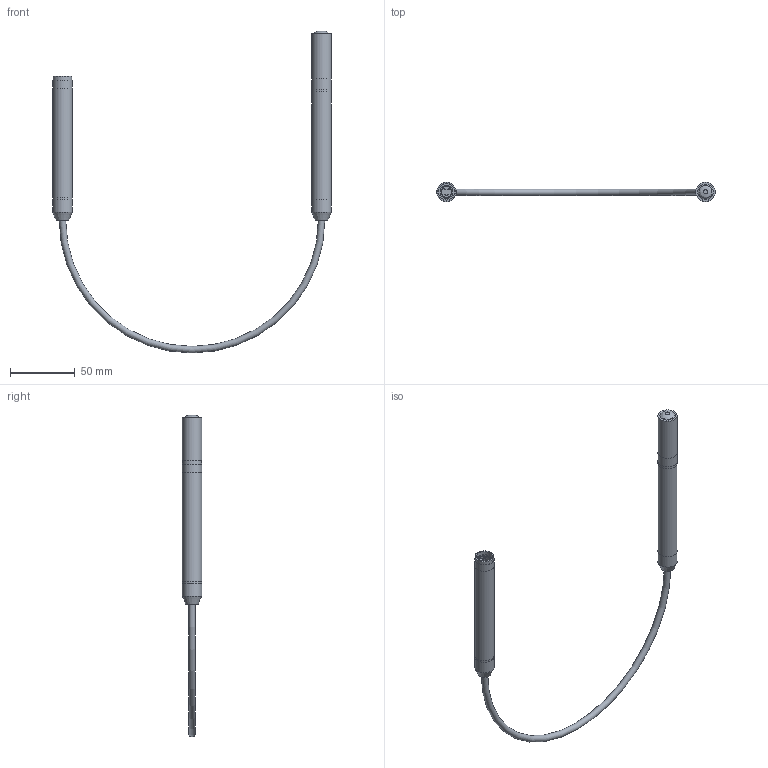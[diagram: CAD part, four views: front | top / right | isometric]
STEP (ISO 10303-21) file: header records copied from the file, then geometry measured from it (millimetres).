
FILE_DESCRIPTION(/* description */ (''),/* implementation_level */ '2;1');
FILE_NAME(/* name */ '3d_SENS-H-IC102S_APONE.step',/* time_stamp */ '2021-08-05T11:02:16+02:00',/* author */ (''),/* organization */ (''),/* preprocessor_version */ 'ST-DEVELOPER v18.1',/* originating_system */ 'Autodesk Translation Framework v10.9.0.1377',/* authorisation */ '');
FILE_SCHEMA (('AUTOMOTIVE_DESIGN { 1 0 10303 214 3 1 1 }'));
Length unit declared in the file: millimetre
Products named in the file (6): SENS-H-IC102S; SENS-H-IC10XS_sonda; Filtr_R1-SM; Filtr_S; Przewod; SENS-H-ICX0XM_elektronika
Assembly tree (5 placements, depth 3):
  SENS-H-IC102S
    SENS-H-IC10XS_sonda
      Filtr_R1-SM
      Filtr_S
    Przewod
    SENS-H-ICX0XM_elektronika
Bounding box: 215 x 15 x 248.5 mm (x, y, z)
Volume: 46214.2 mm3; surface area: 24212.1 mm2
Topology: 14 solids, 14 shells, 122 faces, 286 edges, 193 vertices
Faces by surface type: cylinder 58, plane 56, bspline 5, cone 2, torus 1
Full cylindrical faces by diameter (mm): 8.5 x1, 10 x3, 10.137 x3, 10.526 x3, 11.85 x3, 12 x2, 12.203 x3, 12.5 x3, 14.5 x1, 15 x9
Entity records: 6849 total; most frequent: CARTESIAN_POINT 3944, ORIENTED_EDGE 572, DIRECTION 511, EDGE_CURVE 286, VERTEX_POINT 193, AXIS2_PLACEMENT_3D 193, EDGE_LOOP 149, LINE 125
